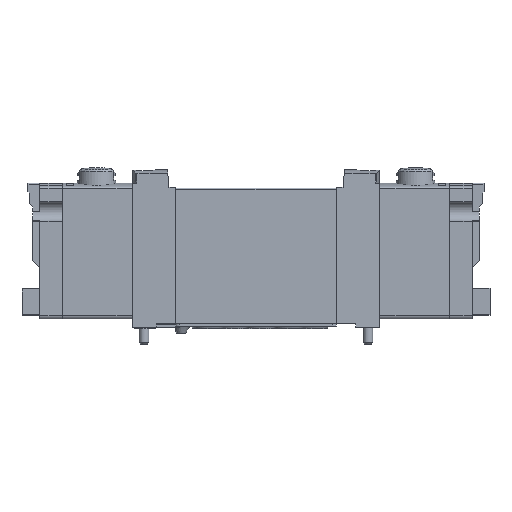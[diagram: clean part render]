
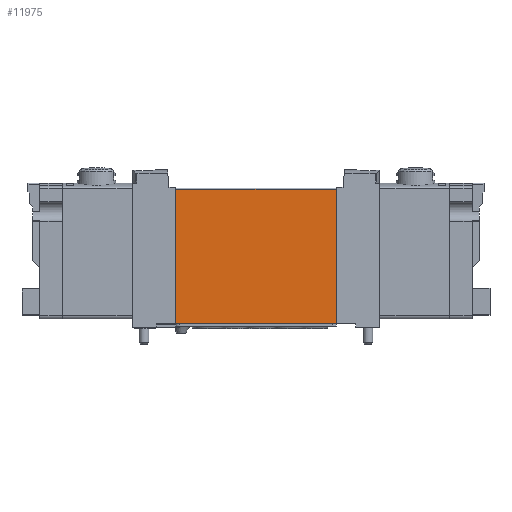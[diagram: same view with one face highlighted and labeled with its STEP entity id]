
A CAD part, top view. The second image highlights one B-rep face of the part: STEP entity #11975.
In plain terms, the highlighted planar face has unit normal (0, 0, 1).
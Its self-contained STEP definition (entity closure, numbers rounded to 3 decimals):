
#199=PLANE('',#12849);
#885=LINE('',#18207,#1991);
#919=LINE('',#18281,#2025);
#959=LINE('',#18388,#2065);
#961=LINE('',#18391,#2067);
#1991=VECTOR('',#14318,1000.);
#2025=VECTOR('',#14368,1000.);
#2065=VECTOR('',#14472,1000.);
#2067=VECTOR('',#14476,1000.);
#3402=ORIENTED_EDGE('',*,*,#6845,.T.);
#3403=ORIENTED_EDGE('',*,*,#6941,.F.);
#3404=ORIENTED_EDGE('',*,*,#6883,.F.);
#3405=ORIENTED_EDGE('',*,*,#6939,.T.);
#6845=EDGE_CURVE('',#8636,#8635,#885,.T.);
#6883=EDGE_CURVE('',#8667,#8662,#919,.T.);
#6939=EDGE_CURVE('',#8667,#8636,#959,.T.);
#6941=EDGE_CURVE('',#8662,#8635,#961,.T.);
#8635=VERTEX_POINT('',#18206);
#8636=VERTEX_POINT('',#18208);
#8662=VERTEX_POINT('',#18269);
#8667=VERTEX_POINT('',#18280);
#10205=EDGE_LOOP('',(#3402,#3403,#3404,#3405));
#11025=FACE_BOUND('',#10205,.T.);
#11975=ADVANCED_FACE('',(#11025),#199,.F.);
#12849=AXIS2_PLACEMENT_3D('',#18390,#14474,#14475);
#14318=DIRECTION('',(0.,-1.,0.));
#14368=DIRECTION('',(0.,-1.,0.));
#14472=DIRECTION('',(-1.,0.,0.));
#14474=DIRECTION('',(0.,0.,-1.));
#14475=DIRECTION('',(-1.,0.,0.));
#14476=DIRECTION('',(-1.,0.,0.));
#18206=CARTESIAN_POINT('',(-16.9,0.,5.1));
#18207=CARTESIAN_POINT('',(-16.9,28.15,5.1));
#18208=CARTESIAN_POINT('',(-16.9,28.15,5.1));
#18269=CARTESIAN_POINT('',(16.9,0.,5.1));
#18280=CARTESIAN_POINT('',(16.9,28.15,5.1));
#18281=CARTESIAN_POINT('',(16.9,28.15,5.1));
#18388=CARTESIAN_POINT('',(16.9,28.15,5.1));
#18390=CARTESIAN_POINT('',(16.9,28.15,5.1));
#18391=CARTESIAN_POINT('',(16.9,0.,5.1));
